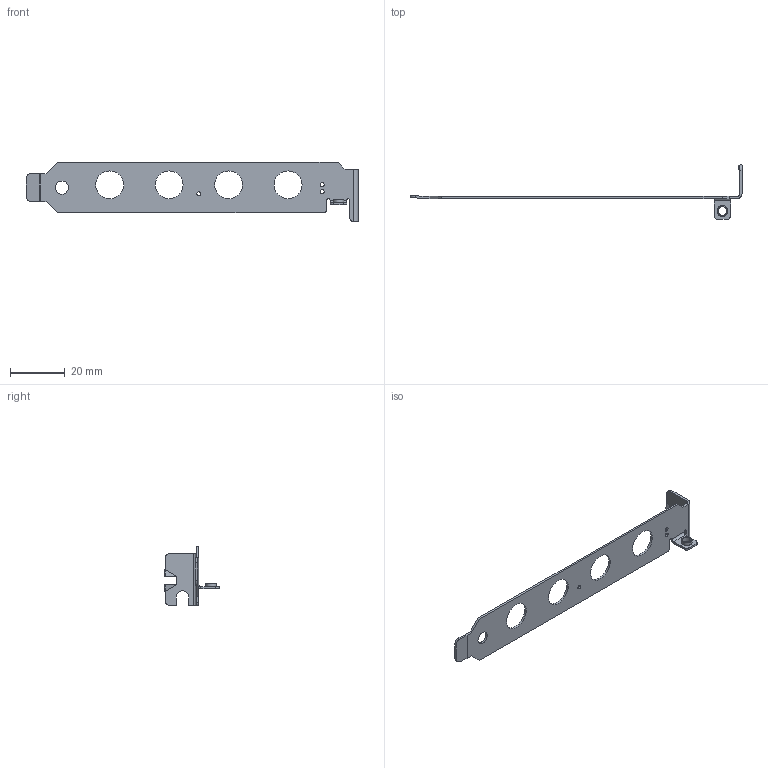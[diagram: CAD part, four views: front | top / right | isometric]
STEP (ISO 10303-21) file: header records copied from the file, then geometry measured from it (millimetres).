
FILE_DESCRIPTION(/* description */ (''),/* implementation_level */ '2;1');
FILE_NAME(/* name */ 'TS PCIe Bracket.step',/* time_stamp */ '2024-03-10T23:16:02-04:00',/* author */ (''),/* organization */ (''),/* preprocessor_version */ 'ST-DEVELOPER v20',/* originating_system */ 'Autodesk Translation Framework v12.20.1.177',/* authorisation */ '');
FILE_SCHEMA (('AUTOMOTIVE_DESIGN { 1 0 10303 214 3 1 1 }'));
Length unit declared in the file: millimetre
Products named in the file (1): keystone-PN9204
Bounding box: 120.87 x 19.81 x 21.59 mm (x, y, z)
Volume: 1553.3 mm3; surface area: 4358 mm2
Topology: 1 solids, 1 shells, 74 faces, 185 edges, 114 vertices
Faces by surface type: plane 46, cylinder 28
Full cylindrical faces by diameter (mm): 1.5 x3, 3.175 x1, 3.886 x1, 4.75 x1, 10.15 x4
Entity records: 2257 total; most frequent: DIRECTION 391, CARTESIAN_POINT 374, ORIENTED_EDGE 370, EDGE_CURVE 185, AXIS2_PLACEMENT_3D 131, LINE 129, VECTOR 129, VERTEX_POINT 114
